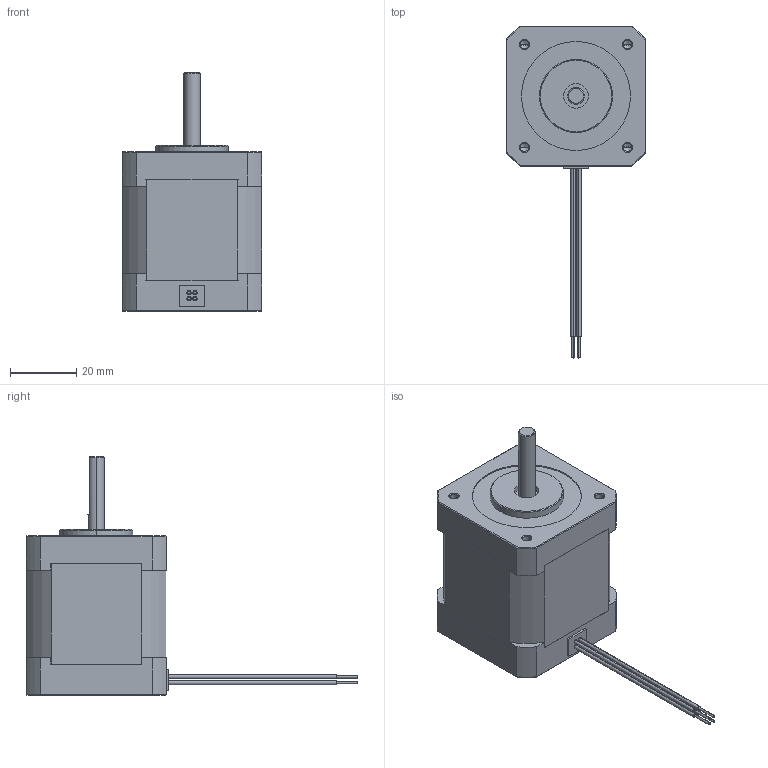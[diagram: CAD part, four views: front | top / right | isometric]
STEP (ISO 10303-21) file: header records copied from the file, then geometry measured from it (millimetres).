
FILE_DESCRIPTION (( 'STEP AP214' ), '1' );
FILE_NAME ('17Y302S-LW4.STEP', '2010-05-11T21:14:47', ( 'Tim Raines' ), ( 'Anaheim Automation' ), 'SwSTEP 2.0', 'SolidWorks 2010', '' );
FILE_SCHEMA (( 'AUTOMOTIVE_DESIGN' ));
Length unit declared in the file: inch
Products named in the file (1): 17Y302S-LW4
Bounding box: 42.16 x 99.95 x 71.88 mm (x, y, z)
Volume: 82899 mm3; surface area: 13307.1 mm2
Topology: 1 solids, 1 shells, 232 faces, 549 edges, 344 vertices
Faces by surface type: plane 113, cylinder 72, cone 39, torus 8
Entity records: 9529 total; most frequent: DIRECTION 1182, CARTESIAN_POINT 1172, ORIENTED_EDGE 1082, EDGE_CURVE 541, AXIS2_PLACEMENT_3D 426, VERTEX_POINT 344, VECTOR 330, LINE 330
